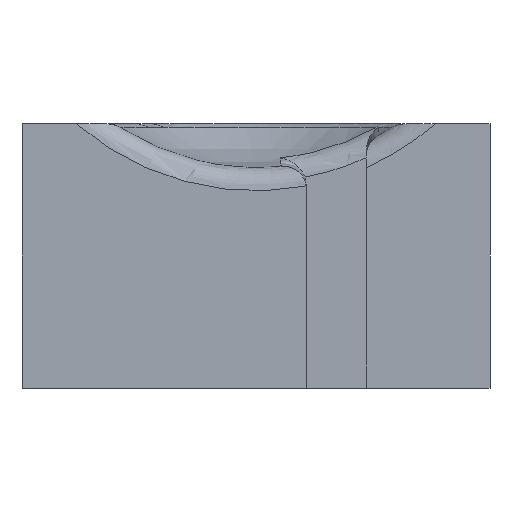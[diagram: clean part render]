
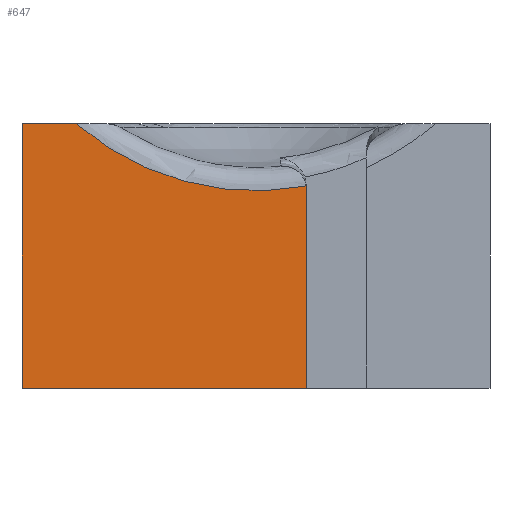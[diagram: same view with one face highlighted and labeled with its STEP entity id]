
A CAD part, front view. The second image highlights one B-rep face of the part: STEP entity #647.
In plain terms, the highlighted planar face has unit normal (0, -1, 0).
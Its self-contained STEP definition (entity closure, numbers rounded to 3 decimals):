
#51=LINE('',#1251,#93);
#57=LINE('',#1265,#99);
#58=LINE('',#1268,#100);
#59=LINE('',#1269,#101);
#93=VECTOR('',#866,10.);
#99=VECTOR('',#882,10.);
#100=VECTOR('',#885,10.);
#101=VECTOR('',#886,10.);
#121=PLANE('',#724);
#157=FACE_OUTER_BOUND('',#193,.T.);
#193=EDGE_LOOP('',(#580,#581,#582,#583,#584,#585));
#217=CIRCLE('',#708,8.199);
#248=B_SPLINE_CURVE_WITH_KNOTS('',3,(#1209,#1210,#1211,#1212),
 .UNSPECIFIED.,.F.,.F.,(4,4),(0.104,0.111),
 .UNSPECIFIED.);
#296=VERTEX_POINT('',#1173);
#297=VERTEX_POINT('',#1174);
#300=VERTEX_POINT('',#1202);
#309=VERTEX_POINT('',#1249);
#312=VERTEX_POINT('',#1263);
#313=VERTEX_POINT('',#1267);
#378=EDGE_CURVE('',#296,#297,#217,.T.);
#385=EDGE_CURVE('',#300,#296,#248,.T.);
#399=EDGE_CURVE('',#297,#309,#51,.T.);
#405=EDGE_CURVE('',#312,#309,#57,.T.);
#406=EDGE_CURVE('',#312,#313,#58,.T.);
#407=EDGE_CURVE('',#313,#300,#59,.T.);
#580=ORIENTED_EDGE('',*,*,#385,.T.);
#581=ORIENTED_EDGE('',*,*,#378,.T.);
#582=ORIENTED_EDGE('',*,*,#399,.T.);
#583=ORIENTED_EDGE('',*,*,#405,.F.);
#584=ORIENTED_EDGE('',*,*,#406,.T.);
#585=ORIENTED_EDGE('',*,*,#407,.T.);
#647=ADVANCED_FACE('',(#157),#121,.F.);
#708=AXIS2_PLACEMENT_3D('',#1175,#835,#836);
#724=AXIS2_PLACEMENT_3D('',#1266,#883,#884);
#835=DIRECTION('center_axis',(0.,1.,0.));
#836=DIRECTION('ref_axis',(-0.194,0.,-0.981));
#866=DIRECTION('',(-1.,0.,0.));
#882=DIRECTION('',(0.,0.,1.));
#883=DIRECTION('center_axis',(0.,1.,0.));
#884=DIRECTION('ref_axis',(-1.,0.,0.));
#885=DIRECTION('',(1.,0.,0.));
#886=DIRECTION('',(0.,0.,1.));
#1173=CARTESIAN_POINT('',(8.496,-7.6,6.038));
#1174=CARTESIAN_POINT('',(1.634,-7.6,7.9));
#1175=CARTESIAN_POINT('Origin',(7.,-7.6,14.1));
#1202=CARTESIAN_POINT('',(8.5,-7.6,5.961));
#1209=CARTESIAN_POINT('Ctrl Pts',(8.5,-7.6,5.961));
#1210=CARTESIAN_POINT('Ctrl Pts',(8.5,-7.6,5.986));
#1211=CARTESIAN_POINT('Ctrl Pts',(8.499,-7.6,6.012));
#1212=CARTESIAN_POINT('Ctrl Pts',(8.496,-7.6,6.038));
#1249=CARTESIAN_POINT('',(0.,-7.6,7.9));
#1251=CARTESIAN_POINT('',(0.,-7.6,7.9));
#1263=CARTESIAN_POINT('',(0.,-7.6,0.));
#1265=CARTESIAN_POINT('',(0.,-7.6,0.));
#1266=CARTESIAN_POINT('Origin',(8.5,-7.6,0.));
#1267=CARTESIAN_POINT('',(8.5,-7.6,0.));
#1268=CARTESIAN_POINT('',(0.,-7.6,0.));
#1269=CARTESIAN_POINT('',(8.5,-7.6,0.));
